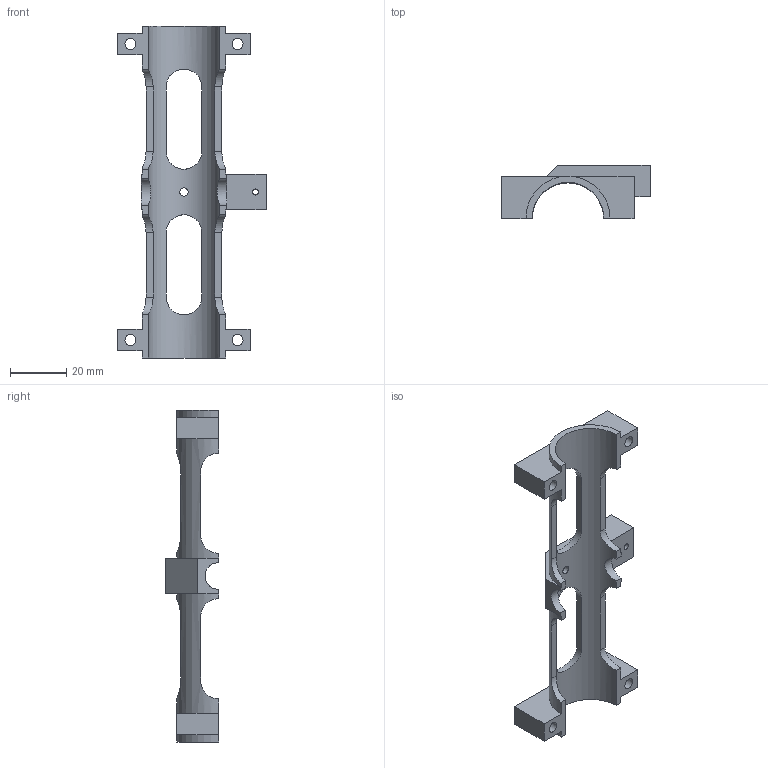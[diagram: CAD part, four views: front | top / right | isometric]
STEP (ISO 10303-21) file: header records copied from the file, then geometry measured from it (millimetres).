
FILE_DESCRIPTION(/* description */ ('ROTOR ARM SUPPORT BRACKET'),/* implementation_level */ '2;1');
FILE_NAME(/* name */ 'Rotor Arm Support Bracket_split_top_revB.stp',/* time_stamp */ '2020-09-14T16:25:47-04:00',/* author */ ('bhc'),/* organization */ (''),/* preprocessor_version */ 'ST-DEVELOPER v15.6',/* originating_system */ 'Autodesk Inventor 2015',/* authorisation */ '');
FILE_SCHEMA (('AUTOMOTIVE_DESIGN { 1 0 10303 214 3 1 1 }'));
Length unit declared in the file: inch
Products named in the file (1): Rotor Arm Support Bracket_split_top
Bounding box: 52.7 x 18.86 x 118.11 mm (x, y, z)
Volume: 15932.4 mm3; surface area: 11978.7 mm2
Topology: 1 solids, 1 shells, 63 faces, 189 edges, 128 vertices
Faces by surface type: plane 37, cylinder 26
Full cylindrical faces by diameter (mm): 2.159 x1, 2.946 x1, 3.912 x4
Entity records: 2468 total; most frequent: CARTESIAN_POINT 713, ORIENTED_EDGE 356, DIRECTION 303, EDGE_CURVE 178, LINE 125, VECTOR 125, VERTEX_POINT 123, AXIS2_PLACEMENT_3D 89
